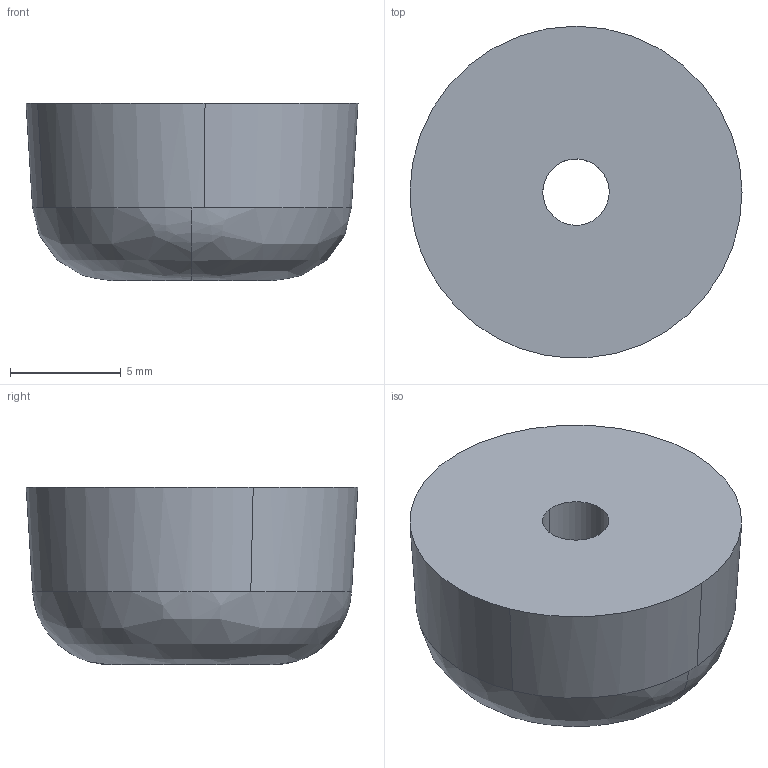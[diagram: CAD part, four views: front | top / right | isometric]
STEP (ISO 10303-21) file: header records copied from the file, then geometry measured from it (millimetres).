
FILE_DESCRIPTION( (''), '2;1');
FILE_NAME ('PC50.360.TM_TK_15_4307.stp','2019-12-19T16:29:15',(''),(''),'spGate 15.6.1','','');
FILE_SCHEMA (('AUTOMOTIVE_DESIGN'));
Length unit declared in the file: millimetre
Products named in the file (3): Assembly; washer; rubber foot
Assembly tree (2 placements, depth 2):
  Assembly
    washer
    rubber foot
Bounding box: 15 x 14.99 x 8 mm (x, y, z)
Volume: 1072.1 mm3; surface area: 959.9 mm2
Topology: 2 solids, 2 shells, 23 faces, 67 edges, 51 vertices
Faces by surface type: cylinder 12, plane 7, bspline 4
Entity records: 1455 total; most frequent: CARTESIAN_POINT 235, DIRECTION 152, ORIENTED_EDGE 134, COLOUR_RGB 92, PRESENTATION_STYLE_ASSIGNMENT 92, STYLED_ITEM 92, AXIS2_PLACEMENT_3D 75, EDGE_CURVE 67
